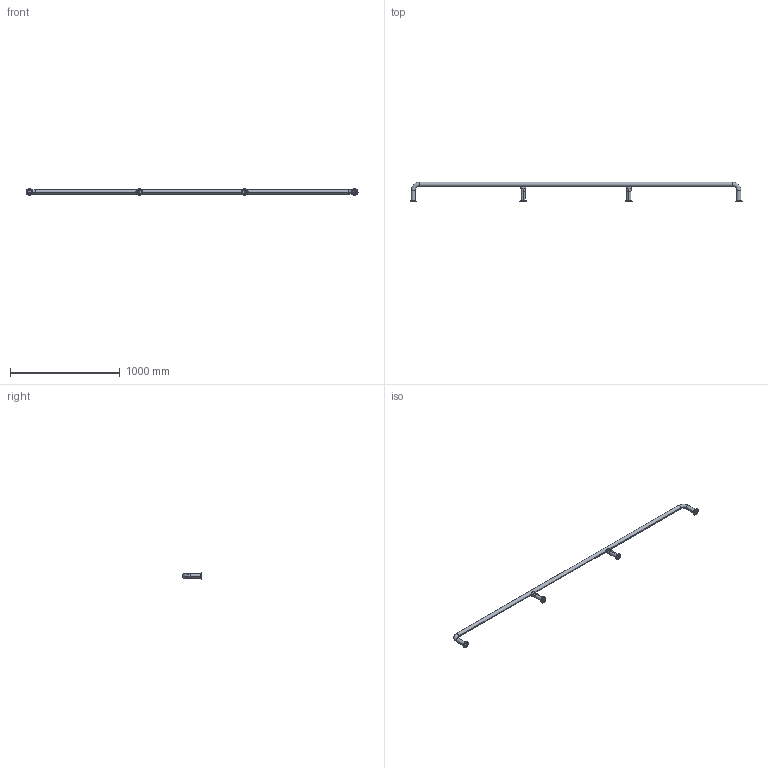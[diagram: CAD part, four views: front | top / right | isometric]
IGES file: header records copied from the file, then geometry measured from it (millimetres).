
Start section: IGES file generated from Kompas f.0 for Windows drawing by the IGES translator from Ascon Ltd., translator version IGESOUT-5.1.
Global section: file name: KPSﾎ706.igs; native system: Kompas( 32 bit ) for Windows; preprocessor: 1.0; author: Windows User; organization: unknown; date: -17861126:120656; units: millimetre
Bounding box: 3022 x 179 x 60 mm (x, y, z)
Volume: 438215.7 mm3; surface area: 881930.2 mm2
Topology: 17 solids, 17 shells, 168 faces, 348 edges, 218 vertices
Faces by surface type: revolution 124, bspline 44
